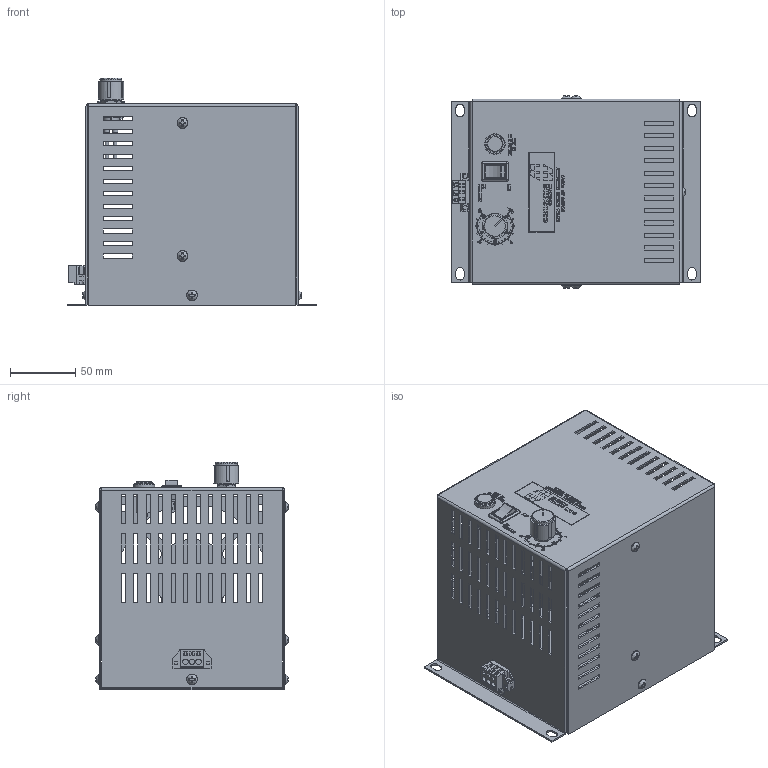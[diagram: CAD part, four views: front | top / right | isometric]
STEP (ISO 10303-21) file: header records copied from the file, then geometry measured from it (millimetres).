
FILE_DESCRIPTION (( 'STEP AP214' ), '1' );
FILE_NAME ('FLHTF1300A230.STEP', '2020-11-05T16:53:49', ( '' ), ( '' ), 'SwSTEP 2.0', 'SolidWorks 2019', '' );
FILE_SCHEMA (( 'AUTOMOTIVE_DESIGN' ));
Length unit declared in the file: inch
Products named in the file (1): FLHTF1300A230
Bounding box: 189.87 x 147.15 x 173.86 mm (x, y, z)
Volume: 266487.8 mm3; surface area: 331057.5 mm2
Topology: 17 solids, 17 shells, 4329 faces, 12090 edges, 8018 vertices
Faces by surface type: plane 3818, cylinder 266, bspline 195, cone 50
Full cylindrical faces by diameter (mm): 1.676 x2, 1.778 x3, 2.159 x2, 2.667 x2, 3.048 x2, 3.302 x2, 3.48 x8, 4.191 x3, 4.318 x2, 4.623 x8, 4.801 x2, 5.156 x4, 9.728 x1, 12.446 x2, 12.7 x1, 14.605 x1, 15.748 x1, 15.875 x1, 16.51 x2, 16.764 x1, 19.304 x1
Entity records: 141886 total; most frequent: CARTESIAN_POINT 31669, ORIENTED_EDGE 23948, DIRECTION 20217, EDGE_CURVE 11974, LINE 10743, VECTOR 10743, VERTEX_POINT 7988, EDGE_LOOP 4966
